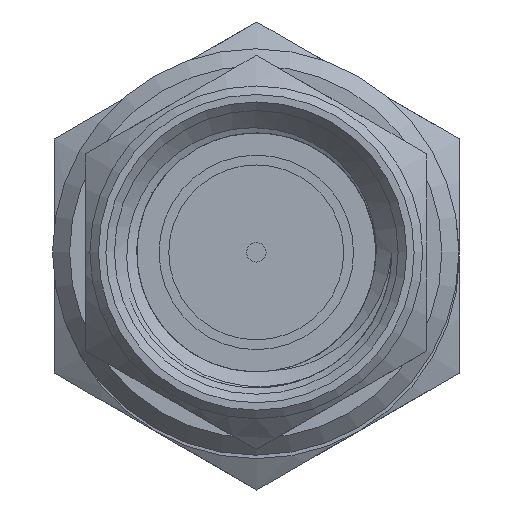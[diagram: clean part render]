
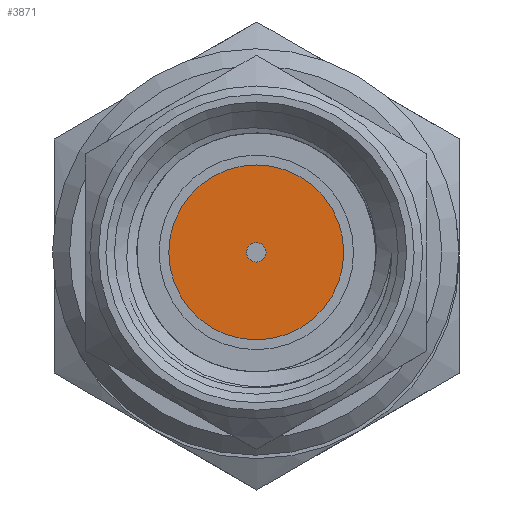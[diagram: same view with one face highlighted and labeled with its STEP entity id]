
A CAD part, left-side view. The second image highlights one B-rep face of the part: STEP entity #3871.
In plain terms, the highlighted planar face has unit normal (-1, 0, 0).
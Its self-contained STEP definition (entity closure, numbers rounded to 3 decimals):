
#885=FACE_BOUND('',#1340,.T.);
#1097=FACE_OUTER_BOUND('',#1339,.T.);
#1339=EDGE_LOOP('',(#3548));
#1340=EDGE_LOOP('',(#3549));
#1433=CIRCLE('',#4120,0.229);
#1477=CIRCLE('',#4206,2.05);
#1773=VERTEX_POINT('',#21031);
#1856=VERTEX_POINT('',#22788);
#2285=EDGE_CURVE('',#1773,#1773,#1433,.T.);
#2424=EDGE_CURVE('',#1856,#1856,#1477,.T.);
#3548=ORIENTED_EDGE('',*,*,#2424,.F.);
#3549=ORIENTED_EDGE('',*,*,#2285,.F.);
#3653=PLANE('',#4207);
#3871=ADVANCED_FACE('',(#1097,#885),#3653,.T.);
#4120=AXIS2_PLACEMENT_3D('',#21033,#4730,#4731);
#4206=AXIS2_PLACEMENT_3D('',#22790,#4965,#4966);
#4207=AXIS2_PLACEMENT_3D('',#22791,#4967,#4968);
#4730=DIRECTION('center_axis',(-1.,0.,0.));
#4731=DIRECTION('ref_axis',(0.,0.5,0.866));
#4965=DIRECTION('center_axis',(1.,0.,0.));
#4966=DIRECTION('ref_axis',(0.,0.866,-0.5));
#4967=DIRECTION('center_axis',(-1.,0.,0.));
#4968=DIRECTION('ref_axis',(0.,0.5,0.866));
#21031=CARTESIAN_POINT('',(-9.141,-0.102,-0.113));
#21033=CARTESIAN_POINT('Origin',(-9.141,0.013,0.085));
#22788=CARTESIAN_POINT('',(-9.141,1.788,-0.94));
#22790=CARTESIAN_POINT('Origin',(-9.141,0.013,0.085));
#22791=CARTESIAN_POINT('Origin',(-9.141,0.013,0.085));
